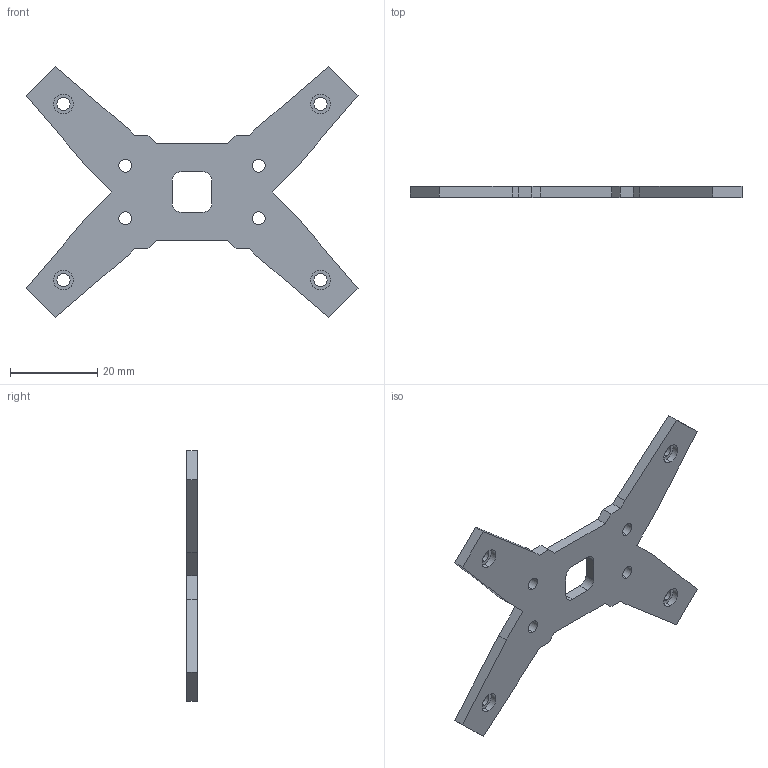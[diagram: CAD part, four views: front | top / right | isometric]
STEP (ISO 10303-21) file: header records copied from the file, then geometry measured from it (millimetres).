
FILE_DESCRIPTION (( 'STEP AP203' ), '1' );
FILE_NAME ('Middle Plate.STEP', '2024-10-09T13:10:09', ( '' ), ( '' ), 'SwSTEP 2.0', 'SolidWorks 2023', '' );
FILE_SCHEMA (( 'CONFIG_CONTROL_DESIGN' ));
Length unit declared in the file: millimetre
Products named in the file (1): Middle Plate
Bounding box: 75.92 x 2.5 x 57.33 mm (x, y, z)
Volume: 4541.1 mm3; surface area: 4742.3 mm2
Topology: 1 solids, 1 shells, 68 faces, 186 edges, 124 vertices
Faces by surface type: plane 40, cylinder 28
Entity records: 2279 total; most frequent: DIRECTION 380, CARTESIAN_POINT 379, ORIENTED_EDGE 372, EDGE_CURVE 186, LINE 130, VECTOR 130, AXIS2_PLACEMENT_3D 125, VERTEX_POINT 124
